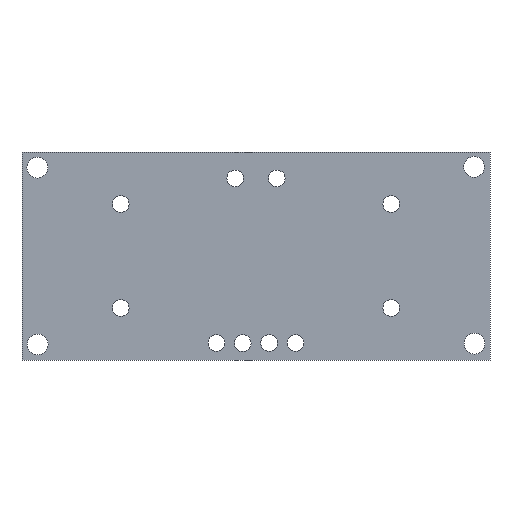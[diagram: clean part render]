
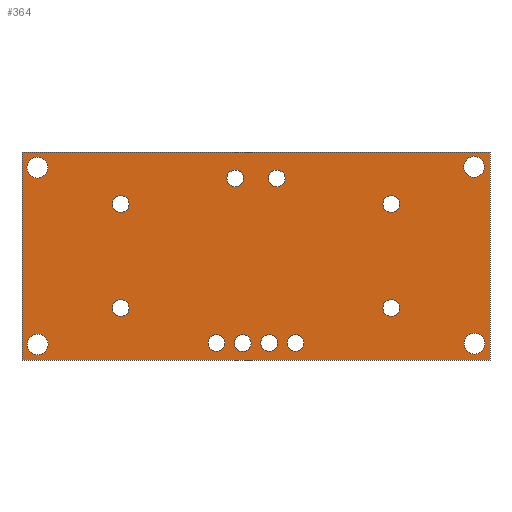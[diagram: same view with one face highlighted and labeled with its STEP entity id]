
A CAD part, front view. The second image highlights one B-rep face of the part: STEP entity #364.
In plain terms, the highlighted planar face has unit normal (0, -1, 0).
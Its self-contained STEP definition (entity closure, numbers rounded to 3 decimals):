
#26=LINE('',#585,#38);
#27=LINE('',#588,#39);
#28=LINE('',#590,#40);
#29=LINE('',#592,#41);
#38=VECTOR('',#477,1000.);
#39=VECTOR('',#478,1000.);
#40=VECTOR('',#479,1000.);
#41=VECTOR('',#480,1000.);
#50=ORIENTED_EDGE('',*,*,#130,.F.);
#51=ORIENTED_EDGE('',*,*,#131,.F.);
#52=ORIENTED_EDGE('',*,*,#132,.F.);
#53=ORIENTED_EDGE('',*,*,#133,.F.);
#54=ORIENTED_EDGE('',*,*,#134,.F.);
#55=ORIENTED_EDGE('',*,*,#135,.F.);
#56=ORIENTED_EDGE('',*,*,#136,.F.);
#57=ORIENTED_EDGE('',*,*,#137,.F.);
#58=ORIENTED_EDGE('',*,*,#138,.F.);
#59=ORIENTED_EDGE('',*,*,#139,.F.);
#60=ORIENTED_EDGE('',*,*,#140,.F.);
#61=ORIENTED_EDGE('',*,*,#141,.F.);
#62=ORIENTED_EDGE('',*,*,#142,.F.);
#63=ORIENTED_EDGE('',*,*,#143,.F.);
#64=ORIENTED_EDGE('',*,*,#144,.F.);
#65=ORIENTED_EDGE('',*,*,#145,.F.);
#66=ORIENTED_EDGE('',*,*,#146,.F.);
#67=ORIENTED_EDGE('',*,*,#147,.F.);
#130=EDGE_CURVE('',#170,#170,#206,.T.);
#131=EDGE_CURVE('',#171,#171,#207,.T.);
#132=EDGE_CURVE('',#172,#172,#208,.T.);
#133=EDGE_CURVE('',#173,#173,#209,.T.);
#134=EDGE_CURVE('',#174,#174,#210,.T.);
#135=EDGE_CURVE('',#175,#175,#211,.T.);
#136=EDGE_CURVE('',#176,#176,#212,.T.);
#137=EDGE_CURVE('',#177,#177,#213,.T.);
#138=EDGE_CURVE('',#178,#178,#214,.T.);
#139=EDGE_CURVE('',#179,#179,#215,.T.);
#140=EDGE_CURVE('',#180,#180,#216,.T.);
#141=EDGE_CURVE('',#181,#181,#217,.T.);
#142=EDGE_CURVE('',#182,#182,#218,.T.);
#143=EDGE_CURVE('',#183,#183,#219,.T.);
#144=EDGE_CURVE('',#184,#185,#26,.T.);
#145=EDGE_CURVE('',#186,#184,#27,.T.);
#146=EDGE_CURVE('',#187,#186,#28,.T.);
#147=EDGE_CURVE('',#185,#187,#29,.T.);
#170=VERTEX_POINT('',#558);
#171=VERTEX_POINT('',#560);
#172=VERTEX_POINT('',#562);
#173=VERTEX_POINT('',#564);
#174=VERTEX_POINT('',#566);
#175=VERTEX_POINT('',#568);
#176=VERTEX_POINT('',#570);
#177=VERTEX_POINT('',#572);
#178=VERTEX_POINT('',#574);
#179=VERTEX_POINT('',#576);
#180=VERTEX_POINT('',#578);
#181=VERTEX_POINT('',#580);
#182=VERTEX_POINT('',#582);
#183=VERTEX_POINT('',#584);
#184=VERTEX_POINT('',#586);
#185=VERTEX_POINT('',#587);
#186=VERTEX_POINT('',#589);
#187=VERTEX_POINT('',#591);
#206=CIRCLE('',#398,0.8);
#207=CIRCLE('',#399,0.8);
#208=CIRCLE('',#400,0.8);
#209=CIRCLE('',#401,0.8);
#210=CIRCLE('',#402,0.8);
#211=CIRCLE('',#403,0.8);
#212=CIRCLE('',#404,0.8);
#213=CIRCLE('',#405,0.8);
#214=CIRCLE('',#406,0.8);
#215=CIRCLE('',#407,0.8);
#216=CIRCLE('',#408,1.);
#217=CIRCLE('',#409,1.);
#218=CIRCLE('',#410,1.);
#219=CIRCLE('',#411,1.);
#234=EDGE_LOOP('',(#50));
#235=EDGE_LOOP('',(#51));
#236=EDGE_LOOP('',(#52));
#237=EDGE_LOOP('',(#53));
#238=EDGE_LOOP('',(#54));
#239=EDGE_LOOP('',(#55));
#240=EDGE_LOOP('',(#56));
#241=EDGE_LOOP('',(#57));
#242=EDGE_LOOP('',(#58));
#243=EDGE_LOOP('',(#59));
#244=EDGE_LOOP('',(#60));
#245=EDGE_LOOP('',(#61));
#246=EDGE_LOOP('',(#62));
#247=EDGE_LOOP('',(#63));
#248=EDGE_LOOP('',(#64,#65,#66,#67));
#296=FACE_BOUND('',#234,.T.);
#297=FACE_BOUND('',#235,.T.);
#298=FACE_BOUND('',#236,.T.);
#299=FACE_BOUND('',#237,.T.);
#300=FACE_BOUND('',#238,.T.);
#301=FACE_BOUND('',#239,.T.);
#302=FACE_BOUND('',#240,.T.);
#303=FACE_BOUND('',#241,.T.);
#304=FACE_BOUND('',#242,.T.);
#305=FACE_BOUND('',#243,.T.);
#306=FACE_BOUND('',#244,.T.);
#307=FACE_BOUND('',#245,.T.);
#308=FACE_BOUND('',#246,.T.);
#309=FACE_BOUND('',#247,.T.);
#310=FACE_BOUND('',#248,.T.);
#358=PLANE('',#397);
#364=ADVANCED_FACE('',(#296,#297,#298,#299,#300,#301,#302,#303,#304,#305,
#306,#307,#308,#309,#310),#358,.T.);
#397=AXIS2_PLACEMENT_3D('',#556,#447,#448);
#398=AXIS2_PLACEMENT_3D('',#557,#449,#450);
#399=AXIS2_PLACEMENT_3D('',#559,#451,#452);
#400=AXIS2_PLACEMENT_3D('',#561,#453,#454);
#401=AXIS2_PLACEMENT_3D('',#563,#455,#456);
#402=AXIS2_PLACEMENT_3D('',#565,#457,#458);
#403=AXIS2_PLACEMENT_3D('',#567,#459,#460);
#404=AXIS2_PLACEMENT_3D('',#569,#461,#462);
#405=AXIS2_PLACEMENT_3D('',#571,#463,#464);
#406=AXIS2_PLACEMENT_3D('',#573,#465,#466);
#407=AXIS2_PLACEMENT_3D('',#575,#467,#468);
#408=AXIS2_PLACEMENT_3D('',#577,#469,#470);
#409=AXIS2_PLACEMENT_3D('',#579,#471,#472);
#410=AXIS2_PLACEMENT_3D('',#581,#473,#474);
#411=AXIS2_PLACEMENT_3D('',#583,#475,#476);
#447=DIRECTION('',(0.,-1.,0.));
#448=DIRECTION('',(1.,0.,0.));
#449=DIRECTION('',(0.,-1.,0.));
#450=DIRECTION('',(1.,0.,0.));
#451=DIRECTION('',(0.,-1.,0.));
#452=DIRECTION('',(1.,0.,0.));
#453=DIRECTION('',(0.,-1.,0.));
#454=DIRECTION('',(1.,0.,0.));
#455=DIRECTION('',(0.,-1.,0.));
#456=DIRECTION('',(1.,0.,0.));
#457=DIRECTION('',(0.,-1.,0.));
#458=DIRECTION('',(1.,0.,0.));
#459=DIRECTION('',(0.,-1.,0.));
#460=DIRECTION('',(1.,0.,0.));
#461=DIRECTION('',(0.,-1.,0.));
#462=DIRECTION('',(1.,0.,0.));
#463=DIRECTION('',(0.,-1.,0.));
#464=DIRECTION('',(1.,0.,0.));
#465=DIRECTION('',(0.,-1.,0.));
#466=DIRECTION('',(1.,0.,0.));
#467=DIRECTION('',(0.,-1.,0.));
#468=DIRECTION('',(1.,0.,0.));
#469=DIRECTION('',(0.,-1.,0.));
#470=DIRECTION('',(1.,0.,0.));
#471=DIRECTION('',(0.,-1.,0.));
#472=DIRECTION('',(1.,0.,0.));
#473=DIRECTION('',(0.,-1.,0.));
#474=DIRECTION('',(1.,0.,0.));
#475=DIRECTION('',(0.,-1.,0.));
#476=DIRECTION('',(1.,0.,0.));
#477=DIRECTION('',(1.,0.,0.));
#478=DIRECTION('',(0.,0.,1.));
#479=DIRECTION('',(-1.,0.,0.));
#480=DIRECTION('',(0.,0.,-1.));
#556=CARTESIAN_POINT('',(-22.5,-1.,10.));
#557=CARTESIAN_POINT('',(-3.812,-1.,-8.377));
#558=CARTESIAN_POINT('',(-3.012,-1.,-8.377));
#559=CARTESIAN_POINT('',(-1.272,-1.,-8.383));
#560=CARTESIAN_POINT('',(-0.472,-1.,-8.383));
#561=CARTESIAN_POINT('',(1.268,-1.,-8.365));
#562=CARTESIAN_POINT('',(2.068,-1.,-8.365));
#563=CARTESIAN_POINT('',(3.808,-1.,-8.371));
#564=CARTESIAN_POINT('',(4.608,-1.,-8.371));
#565=CARTESIAN_POINT('',(-13.,-1.,5.));
#566=CARTESIAN_POINT('',(-12.2,-1.,5.));
#567=CARTESIAN_POINT('',(-13.,-1.,-5.));
#568=CARTESIAN_POINT('',(-12.2,-1.,-5.));
#569=CARTESIAN_POINT('',(13.,-1.,5.));
#570=CARTESIAN_POINT('',(13.8,-1.,5.));
#571=CARTESIAN_POINT('',(13.,-1.,-5.));
#572=CARTESIAN_POINT('',(13.8,-1.,-5.));
#573=CARTESIAN_POINT('',(-2.,-1.,7.467));
#574=CARTESIAN_POINT('',(-1.2,-1.,7.467));
#575=CARTESIAN_POINT('',(2.,-1.,7.467));
#576=CARTESIAN_POINT('',(2.8,-1.,7.467));
#577=CARTESIAN_POINT('',(-21.03,-1.,8.498));
#578=CARTESIAN_POINT('',(-20.03,-1.,8.498));
#579=CARTESIAN_POINT('',(20.97,-1.,8.574));
#580=CARTESIAN_POINT('',(21.97,-1.,8.574));
#581=CARTESIAN_POINT('',(21.012,-1.,-8.426));
#582=CARTESIAN_POINT('',(22.012,-1.,-8.426));
#583=CARTESIAN_POINT('',(-20.988,-1.,-8.502));
#584=CARTESIAN_POINT('',(-19.988,-1.,-8.502));
#585=CARTESIAN_POINT('',(-22.5,-1.,10.));
#586=CARTESIAN_POINT('',(-22.5,-1.,10.));
#587=CARTESIAN_POINT('',(22.5,-1.,10.));
#588=CARTESIAN_POINT('',(-22.5,-1.,-10.));
#589=CARTESIAN_POINT('',(-22.5,-1.,-10.));
#590=CARTESIAN_POINT('',(22.5,-1.,-10.));
#591=CARTESIAN_POINT('',(22.5,-1.,-10.));
#592=CARTESIAN_POINT('',(22.5,-1.,10.));
